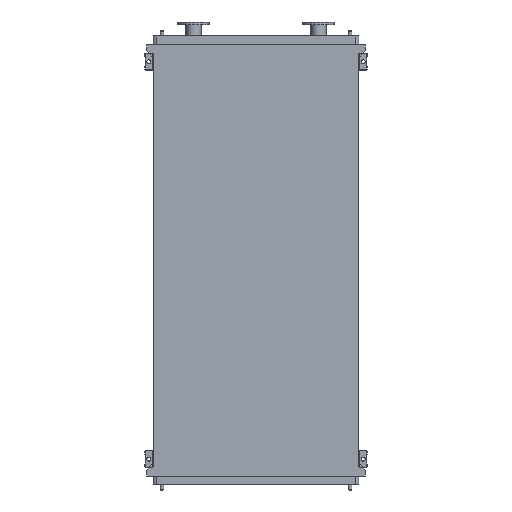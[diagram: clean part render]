
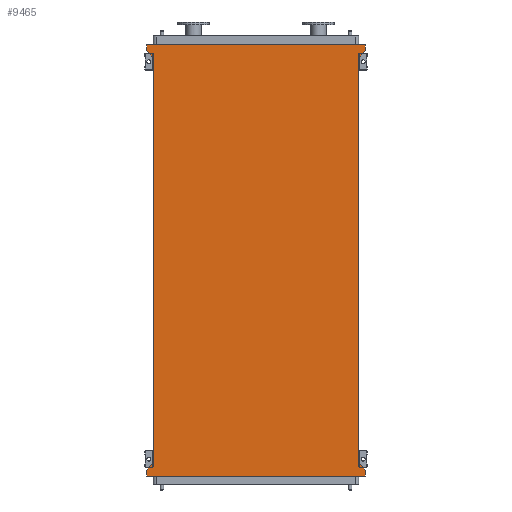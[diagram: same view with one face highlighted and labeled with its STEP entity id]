
A CAD part, front view. The second image highlights one B-rep face of the part: STEP entity #9465.
In plain terms, the highlighted planar face has unit normal (0, -1, 0).
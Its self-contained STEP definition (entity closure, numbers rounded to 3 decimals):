
#343 = ORIENTED_EDGE ( 'NONE', *, *, #14973, .F. ) ;
#562 = LINE ( 'NONE', #16346, #11674 ) ;
#889 = VERTEX_POINT ( 'NONE', #5918 ) ;
#1033 = EDGE_CURVE ( 'NONE', #889, #4623, #7064, .T. ) ;
#1224 = DIRECTION ( 'NONE',  ( 0., 0., -1. ) ) ;
#1540 = LINE ( 'NONE', #5151, #4954 ) ;
#1725 = CARTESIAN_POINT ( 'NONE',  ( 725., 0., -2850. ) ) ;
#2061 = CARTESIAN_POINT ( 'NONE',  ( -725., 0., -2850. ) ) ;
#2495 = VECTOR ( 'NONE', #10174, 1000. ) ;
#2746 = LINE ( 'NONE', #1725, #13836 ) ;
#3171 = CARTESIAN_POINT ( 'NONE',  ( 771., 0., -2945. ) ) ;
#3396 = CARTESIAN_POINT ( 'NONE',  ( -771., 0., -2903. ) ) ;
#3439 = VECTOR ( 'NONE', #12368, 1000. ) ;
#3518 = DIRECTION ( 'NONE',  ( 0., -1., 0. ) ) ;
#3756 = VECTOR ( 'NONE', #14988, 1000. ) ;
#3793 = VECTOR ( 'NONE', #1224, 1000. ) ;
#3956 = EDGE_CURVE ( 'NONE', #4623, #17653, #14044, .T. ) ;
#4110 = CARTESIAN_POINT ( 'NONE',  ( 725., 0., -2850. ) ) ;
#4593 = FACE_OUTER_BOUND ( 'NONE', #5445, .T. ) ;
#4623 = VERTEX_POINT ( 'NONE', #5973 ) ;
#4790 = CARTESIAN_POINT ( 'NONE',  ( -725., 0., 0. ) ) ;
#4906 = VERTEX_POINT ( 'NONE', #16074 ) ;
#4954 = VECTOR ( 'NONE', #5265, 1000. ) ;
#5101 = ORIENTED_EDGE ( 'NONE', *, *, #16907, .F. ) ;
#5151 = CARTESIAN_POINT ( 'NONE',  ( 771., 0., -2903. ) ) ;
#5265 = DIRECTION ( 'NONE',  ( 0., 0., -1. ) ) ;
#5374 = VECTOR ( 'NONE', #15957, 1000. ) ;
#5445 = EDGE_LOOP ( 'NONE', ( #6060, #15353, #12268, #15406, #6806, #9864, #11185, #13426, #5101, #343, #13709, #11919 ) ) ;
#5616 = LINE ( 'NONE', #11619, #12860 ) ;
#5890 = EDGE_CURVE ( 'NONE', #6759, #4906, #15777, .T. ) ;
#5918 = CARTESIAN_POINT ( 'NONE',  ( -725., 0., 0. ) ) ;
#5973 = CARTESIAN_POINT ( 'NONE',  ( -771., 0., 53. ) ) ;
#6035 = EDGE_CURVE ( 'NONE', #17653, #6759, #17810, .T. ) ;
#6060 = ORIENTED_EDGE ( 'NONE', *, *, #11716, .T. ) ;
#6239 = DIRECTION ( 'NONE',  ( -0.655, 0., 0.755 ) ) ;
#6572 = CARTESIAN_POINT ( 'NONE',  ( 725., 0., -2850. ) ) ;
#6759 = VERTEX_POINT ( 'NONE', #14742 ) ;
#6806 = ORIENTED_EDGE ( 'NONE', *, *, #3956, .F. ) ;
#6878 = EDGE_CURVE ( 'NONE', #4906, #9882, #7617, .T. ) ;
#7064 = LINE ( 'NONE', #4790, #14288 ) ;
#7617 = LINE ( 'NONE', #13548, #3756 ) ;
#7870 = VECTOR ( 'NONE', #16501, 1000. ) ;
#8707 = CARTESIAN_POINT ( 'NONE',  ( -771., 0., 53. ) ) ;
#9298 = DIRECTION ( 'NONE',  ( 0.655, 0., 0.755 ) ) ;
#9465 = ADVANCED_FACE ( 'NONE', ( #4593 ), #12184, .T. ) ;
#9864 = ORIENTED_EDGE ( 'NONE', *, *, #1033, .F. ) ;
#9882 = VERTEX_POINT ( 'NONE', #15083 ) ;
#9991 = CARTESIAN_POINT ( 'NONE',  ( -725., 0., -2850. ) ) ;
#10067 = CARTESIAN_POINT ( 'NONE',  ( -771., 0., 95. ) ) ;
#10068 = VERTEX_POINT ( 'NONE', #15458 ) ;
#10174 = DIRECTION ( 'NONE',  ( 0., 0., 1. ) ) ;
#10413 = DIRECTION ( 'NONE',  ( 0.655, 0., -0.755 ) ) ;
#10707 = CARTESIAN_POINT ( 'NONE',  ( -725., 0., -2850. ) ) ;
#11185 = ORIENTED_EDGE ( 'NONE', *, *, #15828, .F. ) ;
#11252 = VERTEX_POINT ( 'NONE', #4110 ) ;
#11268 = VECTOR ( 'NONE', #9298, 1000. ) ;
#11618 = CARTESIAN_POINT ( 'NONE',  ( -771., 0., 95. ) ) ;
#11619 = CARTESIAN_POINT ( 'NONE',  ( 771., 0., -2945. ) ) ;
#11674 = VECTOR ( 'NONE', #17851, 1000. ) ;
#11716 = EDGE_CURVE ( 'NONE', #11252, #9882, #14978, .T. ) ;
#11732 = VERTEX_POINT ( 'NONE', #16663 ) ;
#11919 = ORIENTED_EDGE ( 'NONE', *, *, #12076, .F. ) ;
#12076 = EDGE_CURVE ( 'NONE', #11252, #11732, #2746, .T. ) ;
#12184 = PLANE ( 'NONE',  #14145 ) ;
#12268 = ORIENTED_EDGE ( 'NONE', *, *, #5890, .F. ) ;
#12368 = DIRECTION ( 'NONE',  ( 0., 0., 1. ) ) ;
#12514 = CARTESIAN_POINT ( 'NONE',  ( -771., 0., -2903. ) ) ;
#12715 = VERTEX_POINT ( 'NONE', #3171 ) ;
#12860 = VECTOR ( 'NONE', #13063, 1000. ) ;
#12942 = VERTEX_POINT ( 'NONE', #12514 ) ;
#13063 = DIRECTION ( 'NONE',  ( -1., 0., 0. ) ) ;
#13426 = ORIENTED_EDGE ( 'NONE', *, *, #17881, .F. ) ;
#13548 = CARTESIAN_POINT ( 'NONE',  ( 771., 0., 53. ) ) ;
#13640 = DIRECTION ( 'NONE',  ( 0., 0., -1. ) ) ;
#13709 = ORIENTED_EDGE ( 'NONE', *, *, #14008, .F. ) ;
#13836 = VECTOR ( 'NONE', #10413, 1000. ) ;
#14008 = EDGE_CURVE ( 'NONE', #11732, #12715, #1540, .T. ) ;
#14044 = LINE ( 'NONE', #8707, #2495 ) ;
#14145 = AXIS2_PLACEMENT_3D ( 'NONE', #2061, #3518, #13640 ) ;
#14288 = VECTOR ( 'NONE', #6239, 1000. ) ;
#14742 = CARTESIAN_POINT ( 'NONE',  ( 771., 0., 95. ) ) ;
#14973 = EDGE_CURVE ( 'NONE', #12715, #10068, #5616, .T. ) ;
#14978 = LINE ( 'NONE', #6572, #3439 ) ;
#14988 = DIRECTION ( 'NONE',  ( -0.655, 0., -0.755 ) ) ;
#15083 = CARTESIAN_POINT ( 'NONE',  ( 725., 0., 0. ) ) ;
#15104 = LINE ( 'NONE', #3396, #11268 ) ;
#15353 = ORIENTED_EDGE ( 'NONE', *, *, #6878, .F. ) ;
#15406 = ORIENTED_EDGE ( 'NONE', *, *, #6035, .F. ) ;
#15458 = CARTESIAN_POINT ( 'NONE',  ( -771., 0., -2945. ) ) ;
#15543 = LINE ( 'NONE', #10707, #7870 ) ;
#15777 = LINE ( 'NONE', #18563, #3793 ) ;
#15828 = EDGE_CURVE ( 'NONE', #16630, #889, #15543, .T. ) ;
#15957 = DIRECTION ( 'NONE',  ( 1., 0., 0. ) ) ;
#16074 = CARTESIAN_POINT ( 'NONE',  ( 771., 0., 53. ) ) ;
#16346 = CARTESIAN_POINT ( 'NONE',  ( -771., 0., -2945. ) ) ;
#16501 = DIRECTION ( 'NONE',  ( 0., 0., 1. ) ) ;
#16630 = VERTEX_POINT ( 'NONE', #9991 ) ;
#16663 = CARTESIAN_POINT ( 'NONE',  ( 771., 0., -2903. ) ) ;
#16907 = EDGE_CURVE ( 'NONE', #10068, #12942, #562, .T. ) ;
#17653 = VERTEX_POINT ( 'NONE', #10067 ) ;
#17810 = LINE ( 'NONE', #11618, #5374 ) ;
#17851 = DIRECTION ( 'NONE',  ( 0., 0., 1. ) ) ;
#17881 = EDGE_CURVE ( 'NONE', #12942, #16630, #15104, .T. ) ;
#18563 = CARTESIAN_POINT ( 'NONE',  ( 771., 0., 95. ) ) ;
